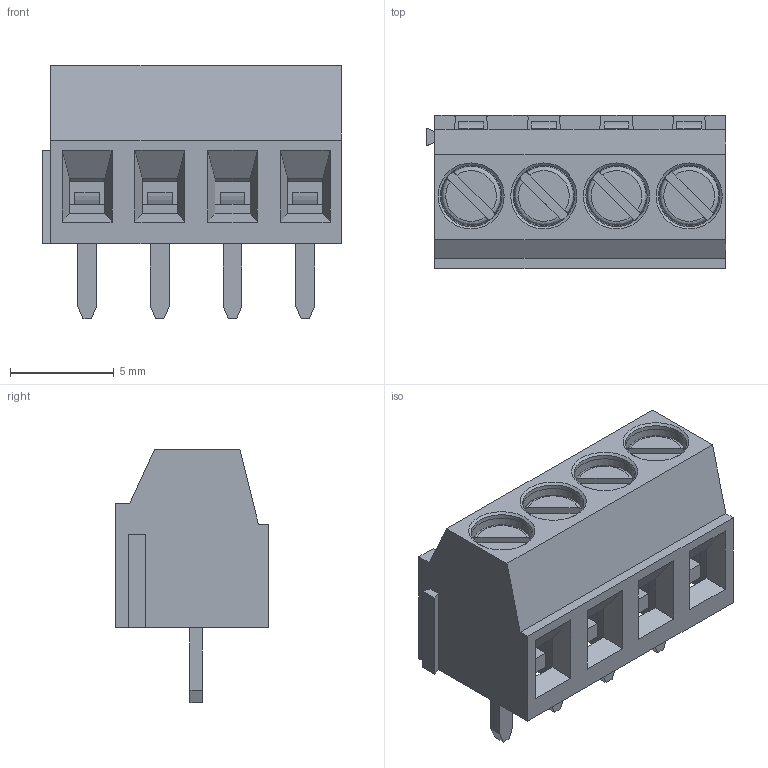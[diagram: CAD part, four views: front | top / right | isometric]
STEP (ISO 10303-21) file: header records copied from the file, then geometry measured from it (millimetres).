
FILE_DESCRIPTION(('FreeCAD Model'),'2;1');
FILE_NAME('Open CASCADE Shape Model','2023-04-12T02:45:43',( 'kicad StepUp'),('ksu MCAD'),'Open CASCADE STEP processor 7.6', 'FreeCAD','Unknown');
FILE_SCHEMA(('AUTOMOTIVE_DESIGN { 1 0 10303 214 1 1 1 1 }'));
Length unit declared in the file: millimetre
Products named in the file (14): PCB Terminal Block 4 DEG381-3.5; Plastic Housing003; Pin 004; Clamp Block003; M1.6x3-Screw017; Body023; Body024; Body025; Body026; Body027; Body028; Body029; Body030; Body031
Assembly tree (13 placements, depth 2):
  PCB Terminal Block 4 DEG381-3.5
    Plastic Housing003
    Pin 004
    Clamp Block003
    M1.6x3-Screw017
    Body023
    Body024
    Body025
    Body026
    Body027
    Body028
    Body029
    Body030
    Body031
Bounding box: 14.4 x 7.4 x 12.2 mm (x, y, z)
Volume: 563.5 mm3; surface area: 1943.1 mm2
Topology: 13 solids, 13 shells, 490 faces, 1328 edges, 872 vertices
Faces by surface type: plane 398, cylinder 56, bspline 16, revolution 12, cone 8
Full cylindrical faces by diameter (mm): 1.25 x4, 1.6 x4, 2 x4, 2.95 x4, 3.2 x4
Entity records: 15925 total; most frequent: CARTESIAN_POINT 3052, ORIENTED_EDGE 2656, DIRECTION 2456, EDGE_CURVE 1328, LINE 1124, VECTOR 1124, VERTEX_POINT 872, AXIS2_PLACEMENT_3D 660
